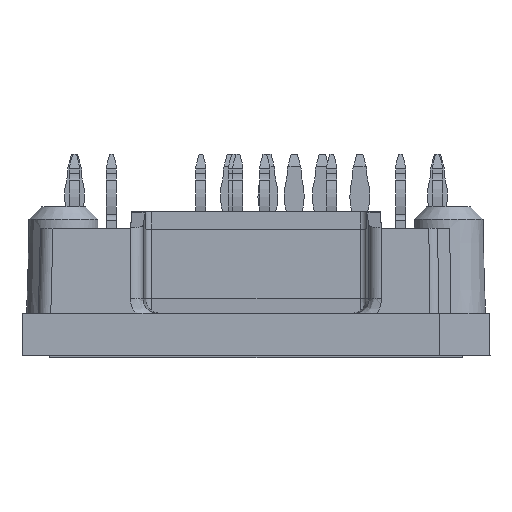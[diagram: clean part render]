
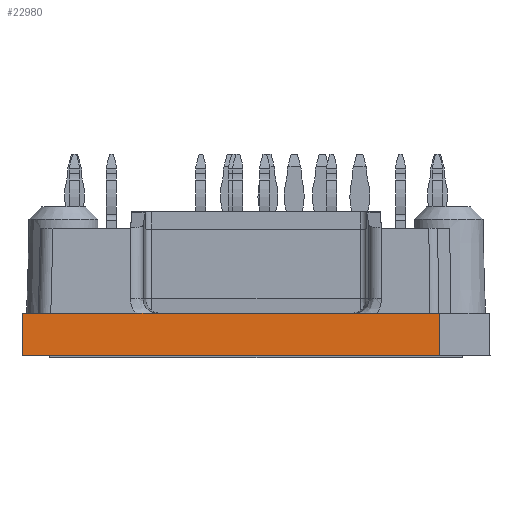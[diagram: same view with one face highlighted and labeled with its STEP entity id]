
A CAD part, left-side view. The second image highlights one B-rep face of the part: STEP entity #22980.
In plain terms, the highlighted planar face has unit normal (-1, 0, 0.018).
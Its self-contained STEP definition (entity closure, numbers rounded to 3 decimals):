
#1483=ORIENTED_EDGE('',*,*,#6241,.T.);
#1484=ORIENTED_EDGE('',*,*,#6242,.F.);
#1485=ORIENTED_EDGE('',*,*,#6243,.T.);
#1486=ORIENTED_EDGE('',*,*,#6188,.T.);
#6188=EDGE_CURVE('',#8604,#8608,#10272,.F.);
#6241=EDGE_CURVE('',#8608,#8642,#10308,.F.);
#6242=EDGE_CURVE('',#8643,#8642,#10309,.F.);
#6243=EDGE_CURVE('',#8643,#8604,#10310,.T.);
#8604=VERTEX_POINT('',#30764);
#8608=VERTEX_POINT('',#30772);
#8642=VERTEX_POINT('',#30881);
#8643=VERTEX_POINT('',#30885);
#10272=LINE('',#30773,#12112);
#10308=LINE('',#30882,#12148);
#10309=LINE('',#30884,#12149);
#10310=LINE('',#30886,#12150);
#12112=VECTOR('',#25811,1000.);
#12148=VECTOR('',#25925,1000.);
#12149=VECTOR('',#25928,1000.);
#12150=VECTOR('',#25929,1000.);
#13912=EDGE_LOOP('',(#1483,#1484,#1485,#1486));
#14932=FACE_BOUND('',#13912,.T.);
#15890=PLANE('',#23983);
#22980=ADVANCED_FACE('',(#14932),#15890,.T.);
#23983=AXIS2_PLACEMENT_3D('',#30883,#25926,#25927);
#25811=DIRECTION('',(0.,1.,0.));
#25925=DIRECTION('',(-0.017,-0.007,-1.));
#25926=DIRECTION('',(-1.,0.,0.017));
#25927=DIRECTION('',(0.017,0.,1.));
#25928=DIRECTION('',(0.,1.,0.));
#25929=DIRECTION('',(-0.017,0.017,-1.));
#30764=CARTESIAN_POINT('',(-41.,18.7,0.));
#30772=CARTESIAN_POINT('',(-41.,-14.7,0.));
#30773=CARTESIAN_POINT('',(-41.,0.,0.));
#30881=CARTESIAN_POINT('',(-40.941,-14.675,3.4));
#30882=CARTESIAN_POINT('',(-40.998,-14.699,0.134));
#30883=CARTESIAN_POINT('',(-41.,0.,0.));
#30884=CARTESIAN_POINT('',(-40.941,0.,3.4));
#30885=CARTESIAN_POINT('',(-40.941,18.641,3.4));
#30886=CARTESIAN_POINT('',(-40.994,18.694,0.326));
